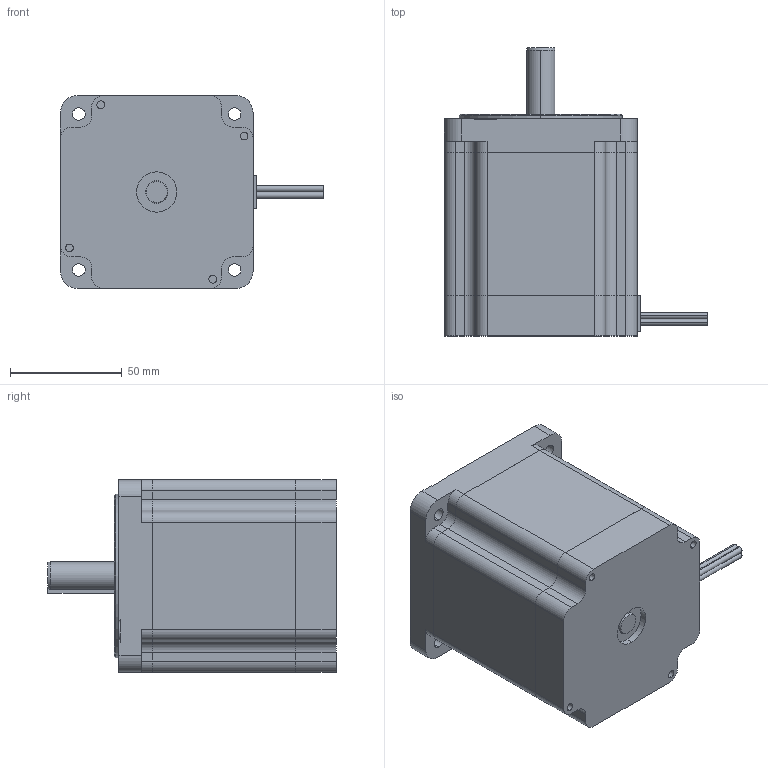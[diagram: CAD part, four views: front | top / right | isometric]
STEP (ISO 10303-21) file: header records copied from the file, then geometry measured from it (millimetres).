
FILE_DESCRIPTION (( 'STEP AP214' ), '1' );
FILE_NAME ('ML34HD1L.STEP', '2016-06-21T03:55:06', ( '' ), ( '' ), 'SwSTEP 2.0', 'SolidWorks 2012', '' );
FILE_SCHEMA (( 'AUTOMOTIVE_DESIGN' ));
Length unit declared in the file: millimetre
Products named in the file (1): ML34HD1L
Bounding box: 117.5 x 128.75 x 86 mm (x, y, z)
Volume: 654612 mm3; surface area: 64732.7 mm2
Topology: 1 solids, 1 shells, 243 faces, 635 edges, 420 vertices
Faces by surface type: plane 143, cylinder 87, cone 13
Entity records: 10170 total; most frequent: DIRECTION 1310, CARTESIAN_POINT 1305, ORIENTED_EDGE 1270, EDGE_CURVE 635, LINE 444, VECTOR 444, AXIS2_PLACEMENT_3D 433, VERTEX_POINT 420
